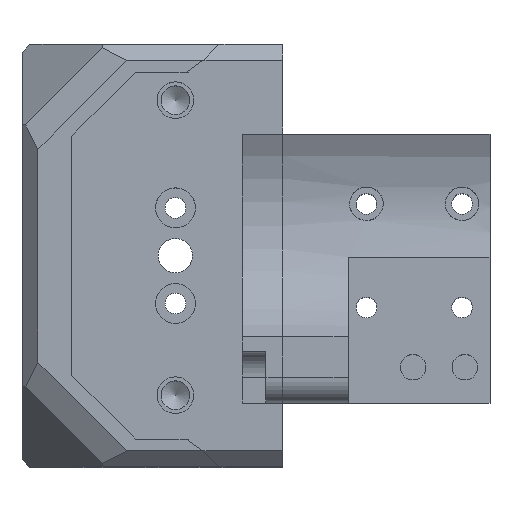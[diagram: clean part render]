
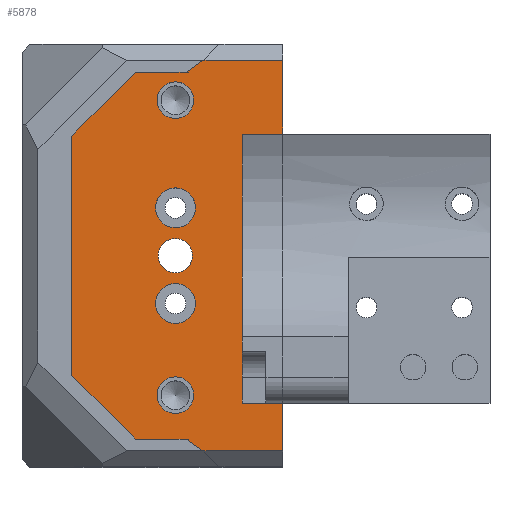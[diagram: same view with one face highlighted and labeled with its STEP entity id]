
A CAD part, top view. The second image highlights one B-rep face of the part: STEP entity #5878.
In plain terms, the highlighted planar face has unit normal (0, 0, 1).
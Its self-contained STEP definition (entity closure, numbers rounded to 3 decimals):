
#214=FACE_BOUND('',#853,.T.);
#215=FACE_BOUND('',#854,.T.);
#216=FACE_BOUND('',#855,.T.);
#217=FACE_BOUND('',#856,.T.);
#218=FACE_BOUND('',#857,.T.);
#291=CIRCLE('',#6224,2.3);
#292=CIRCLE('',#6225,2.3);
#293=CIRCLE('',#6226,2.5);
#294=CIRCLE('',#6227,2.5);
#295=CIRCLE('',#6228,2.15);
#515=FACE_OUTER_BOUND('',#852,.T.);
#852=EDGE_LOOP('',(#4083,#4084,#4085,#4086,#4087,#4088,#4089,#4090,#4091,
#4092,#4093,#4094,#4095,#4096));
#853=EDGE_LOOP('',(#4097));
#854=EDGE_LOOP('',(#4098));
#855=EDGE_LOOP('',(#4099));
#856=EDGE_LOOP('',(#4100));
#857=EDGE_LOOP('',(#4101));
#1220=LINE('',#8355,#1833);
#1239=LINE('',#8394,#1852);
#1276=LINE('',#8468,#1889);
#1280=LINE('',#8475,#1893);
#1282=LINE('',#8479,#1895);
#1289=LINE('',#8494,#1902);
#1296=LINE('',#8507,#1909);
#1309=LINE('',#8534,#1922);
#1313=LINE('',#8545,#1926);
#1318=LINE('',#8571,#1931);
#1321=LINE('',#8581,#1934);
#1322=LINE('',#8583,#1935);
#1323=LINE('',#8584,#1936);
#1324=LINE('',#8585,#1937);
#1833=VECTOR('',#6707,10.);
#1852=VECTOR('',#6734,10.);
#1889=VECTOR('',#6801,10.);
#1893=VECTOR('',#6807,10.);
#1895=VECTOR('',#6811,10.);
#1902=VECTOR('',#6824,10.);
#1909=VECTOR('',#6837,10.);
#1922=VECTOR('',#6860,10.);
#1926=VECTOR('',#6868,10.);
#1931=VECTOR('',#6897,10.);
#1934=VECTOR('',#6906,10.);
#1935=VECTOR('',#6907,10.);
#1936=VECTOR('',#6908,10.);
#1937=VECTOR('',#6909,10.);
#2443=VERTEX_POINT('',#8352);
#2444=VERTEX_POINT('',#8354);
#2459=VERTEX_POINT('',#8391);
#2460=VERTEX_POINT('',#8393);
#2481=VERTEX_POINT('',#8465);
#2482=VERTEX_POINT('',#8467);
#2485=VERTEX_POINT('',#8477);
#2490=VERTEX_POINT('',#8493);
#2493=VERTEX_POINT('',#8505);
#2502=VERTEX_POINT('',#8533);
#2507=VERTEX_POINT('',#8543);
#2516=VERTEX_POINT('',#8570);
#2520=VERTEX_POINT('',#8580);
#2521=VERTEX_POINT('',#8582);
#2522=VERTEX_POINT('',#8586);
#2523=VERTEX_POINT('',#8588);
#2524=VERTEX_POINT('',#8590);
#2525=VERTEX_POINT('',#8592);
#2526=VERTEX_POINT('',#8594);
#3011=EDGE_CURVE('',#2443,#2444,#1220,.T.);
#3030=EDGE_CURVE('',#2459,#2460,#1239,.T.);
#3067=EDGE_CURVE('',#2481,#2482,#1276,.T.);
#3071=EDGE_CURVE('',#2481,#2460,#1280,.T.);
#3073=EDGE_CURVE('',#2443,#2485,#1282,.T.);
#3080=EDGE_CURVE('',#2444,#2490,#1289,.T.);
#3087=EDGE_CURVE('',#2493,#2459,#1296,.T.);
#3100=EDGE_CURVE('',#2490,#2502,#1309,.T.);
#3106=EDGE_CURVE('',#2493,#2507,#1313,.T.);
#3118=EDGE_CURVE('',#2516,#2482,#1318,.T.);
#3123=EDGE_CURVE('',#2507,#2520,#1321,.T.);
#3124=EDGE_CURVE('',#2520,#2521,#1322,.T.);
#3125=EDGE_CURVE('',#2521,#2502,#1323,.T.);
#3126=EDGE_CURVE('',#2516,#2485,#1324,.T.);
#3127=EDGE_CURVE('',#2522,#2522,#291,.T.);
#3128=EDGE_CURVE('',#2523,#2523,#292,.T.);
#3129=EDGE_CURVE('',#2524,#2524,#293,.T.);
#3130=EDGE_CURVE('',#2525,#2525,#294,.T.);
#3131=EDGE_CURVE('',#2526,#2526,#295,.T.);
#4083=ORIENTED_EDGE('',*,*,#3067,.F.);
#4084=ORIENTED_EDGE('',*,*,#3071,.T.);
#4085=ORIENTED_EDGE('',*,*,#3030,.F.);
#4086=ORIENTED_EDGE('',*,*,#3087,.F.);
#4087=ORIENTED_EDGE('',*,*,#3106,.T.);
#4088=ORIENTED_EDGE('',*,*,#3123,.T.);
#4089=ORIENTED_EDGE('',*,*,#3124,.T.);
#4090=ORIENTED_EDGE('',*,*,#3125,.T.);
#4091=ORIENTED_EDGE('',*,*,#3100,.F.);
#4092=ORIENTED_EDGE('',*,*,#3080,.F.);
#4093=ORIENTED_EDGE('',*,*,#3011,.F.);
#4094=ORIENTED_EDGE('',*,*,#3073,.T.);
#4095=ORIENTED_EDGE('',*,*,#3126,.F.);
#4096=ORIENTED_EDGE('',*,*,#3118,.T.);
#4097=ORIENTED_EDGE('',*,*,#3127,.T.);
#4098=ORIENTED_EDGE('',*,*,#3128,.T.);
#4099=ORIENTED_EDGE('',*,*,#3129,.T.);
#4100=ORIENTED_EDGE('',*,*,#3130,.T.);
#4101=ORIENTED_EDGE('',*,*,#3131,.T.);
#5664=PLANE('',#6223);
#5878=ADVANCED_FACE('',(#515,#214,#215,#216,#217,#218),#5664,.F.);
#6223=AXIS2_PLACEMENT_3D('',#8579,#6904,#6905);
#6224=AXIS2_PLACEMENT_3D('',#8587,#6910,#6911);
#6225=AXIS2_PLACEMENT_3D('',#8589,#6912,#6913);
#6226=AXIS2_PLACEMENT_3D('',#8591,#6914,#6915);
#6227=AXIS2_PLACEMENT_3D('',#8593,#6916,#6917);
#6228=AXIS2_PLACEMENT_3D('',#8595,#6918,#6919);
#6707=DIRECTION('',(0.816,0.577,0.));
#6734=DIRECTION('',(-0.816,0.577,0.));
#6801=DIRECTION('',(-0.707,0.707,0.));
#6807=DIRECTION('',(1.,0.,0.));
#6811=DIRECTION('',(-1.,0.,0.));
#6824=DIRECTION('',(1.,0.,0.));
#6837=DIRECTION('',(-1.,0.,0.));
#6860=DIRECTION('',(0.,-1.,0.));
#6868=DIRECTION('',(0.,1.,0.));
#6897=DIRECTION('',(0.,-1.,0.));
#6904=DIRECTION('center_axis',(0.,0.,-1.));
#6905=DIRECTION('ref_axis',(1.,0.,0.));
#6906=DIRECTION('',(-1.,0.,0.));
#6907=DIRECTION('',(0.,1.,0.));
#6908=DIRECTION('',(1.,0.,0.));
#6909=DIRECTION('',(0.707,0.707,0.));
#6910=DIRECTION('center_axis',(0.,0.,-1.));
#6911=DIRECTION('ref_axis',(1.,0.,0.));
#6912=DIRECTION('center_axis',(0.,0.,-1.));
#6913=DIRECTION('ref_axis',(1.,0.,0.));
#6914=DIRECTION('center_axis',(0.,0.,-1.));
#6915=DIRECTION('ref_axis',(1.,0.,0.));
#6916=DIRECTION('center_axis',(0.,0.,-1.));
#6917=DIRECTION('ref_axis',(1.,0.,0.));
#6918=DIRECTION('center_axis',(0.,0.,-1.));
#6919=DIRECTION('ref_axis',(1.,0.,0.));
#8352=CARTESIAN_POINT('',(1.339,23.,37.));
#8354=CARTESIAN_POINT('',(3.46,24.5,37.));
#8355=CARTESIAN_POINT('',(-3.45,19.614,37.));
#8391=CARTESIAN_POINT('',(3.46,-24.5,37.));
#8393=CARTESIAN_POINT('',(1.339,-23.,37.));
#8394=CARTESIAN_POINT('',(-1.245,-21.173,37.));
#8465=CARTESIAN_POINT('',(-5.,-23.,37.));
#8467=CARTESIAN_POINT('',(-13.,-15.,37.));
#8468=CARTESIAN_POINT('',(-11.443,-16.558,37.));
#8475=CARTESIAN_POINT('',(-13.,-23.,37.));
#8477=CARTESIAN_POINT('',(-5.,23.,37.));
#8479=CARTESIAN_POINT('',(13.46,23.,37.));
#8493=CARTESIAN_POINT('',(13.46,24.5,37.));
#8494=CARTESIAN_POINT('',(-11.065,24.5,37.));
#8505=CARTESIAN_POINT('',(13.46,-24.5,37.));
#8507=CARTESIAN_POINT('',(5.285,-24.5,37.));
#8533=CARTESIAN_POINT('',(13.46,15.25,37.));
#8534=CARTESIAN_POINT('',(13.46,-13.25,37.));
#8543=CARTESIAN_POINT('',(13.46,-18.5,37.));
#8545=CARTESIAN_POINT('',(13.46,-23.,37.));
#8570=CARTESIAN_POINT('',(-13.,15.,37.));
#8571=CARTESIAN_POINT('',(-13.,23.,37.));
#8579=CARTESIAN_POINT('Origin',(0.23,0.,
37.));
#8580=CARTESIAN_POINT('',(8.356,-18.5,37.));
#8581=CARTESIAN_POINT('',(4.293,-18.5,37.));
#8582=CARTESIAN_POINT('',(8.356,15.25,37.));
#8583=CARTESIAN_POINT('',(8.356,-0.812,37.));
#8584=CARTESIAN_POINT('',(4.293,15.25,37.));
#8585=CARTESIAN_POINT('',(-11.443,16.558,37.));
#8586=CARTESIAN_POINT('',(-2.3,19.5,37.));
#8587=CARTESIAN_POINT('Origin',(0.,19.5,37.));
#8588=CARTESIAN_POINT('',(-2.3,-17.5,37.));
#8589=CARTESIAN_POINT('Origin',(0.,-17.5,
37.));
#8590=CARTESIAN_POINT('',(-2.5,6.,37.));
#8591=CARTESIAN_POINT('Origin',(0.,6.,
37.));
#8592=CARTESIAN_POINT('',(-2.5,-6.,37.));
#8593=CARTESIAN_POINT('Origin',(0.,-6.,
37.));
#8594=CARTESIAN_POINT('',(-2.15,0.,37.));
#8595=CARTESIAN_POINT('Origin',(0.,0.,
37.));
